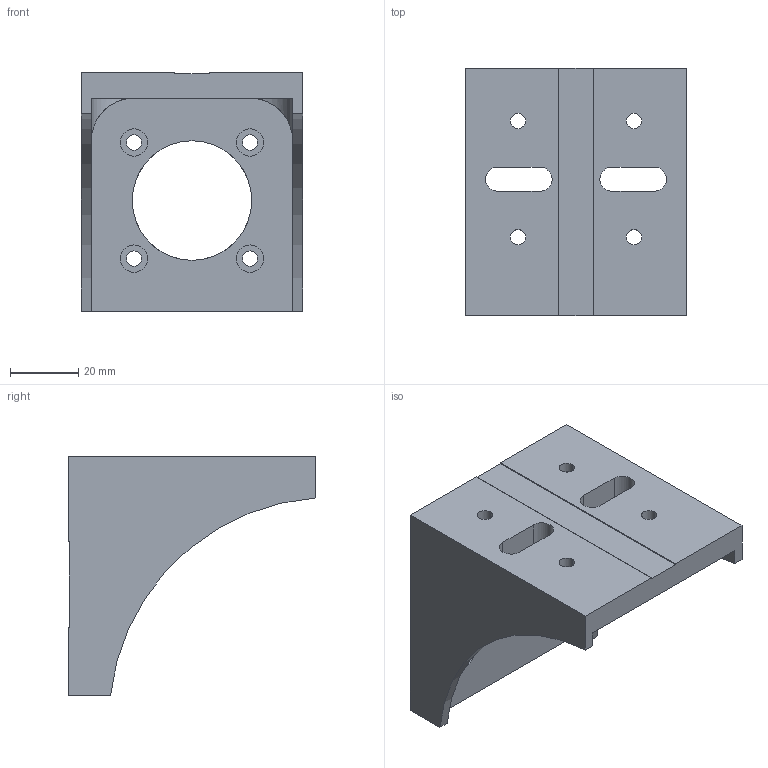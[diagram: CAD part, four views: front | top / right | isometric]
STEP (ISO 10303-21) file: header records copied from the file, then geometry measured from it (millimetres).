
FILE_DESCRIPTION (( 'STEP AP214' ), '1' );
FILE_NAME ('11096-E0W.step', '2007-10-25T02:58:57', ( ' ' ), ( ' ' ), 'SwSTEP 2.0', 'SolidWorks 2007', '' );
FILE_SCHEMA (( 'AUTOMOTIVE_DESIGN' ));
Length unit declared in the file: inch
Products named in the file (1): 11096-E0W
Bounding box: 65 x 72.5 x 70 mm (x, y, z)
Surface area: 26253.2 mm2 (no closed solid volume)
Topology: 0 solids, 1 shells, 79 faces, 208 edges, 138 vertices
Faces by surface type: cylinder 46, plane 33
Entity records: 3563 total; most frequent: DIRECTION 458, CARTESIAN_POINT 432, ORIENTED_EDGE 416, EDGE_CURVE 208, AXIS2_PLACEMENT_3D 172, VERTEX_POINT 138, VECTOR 114, LINE 114
